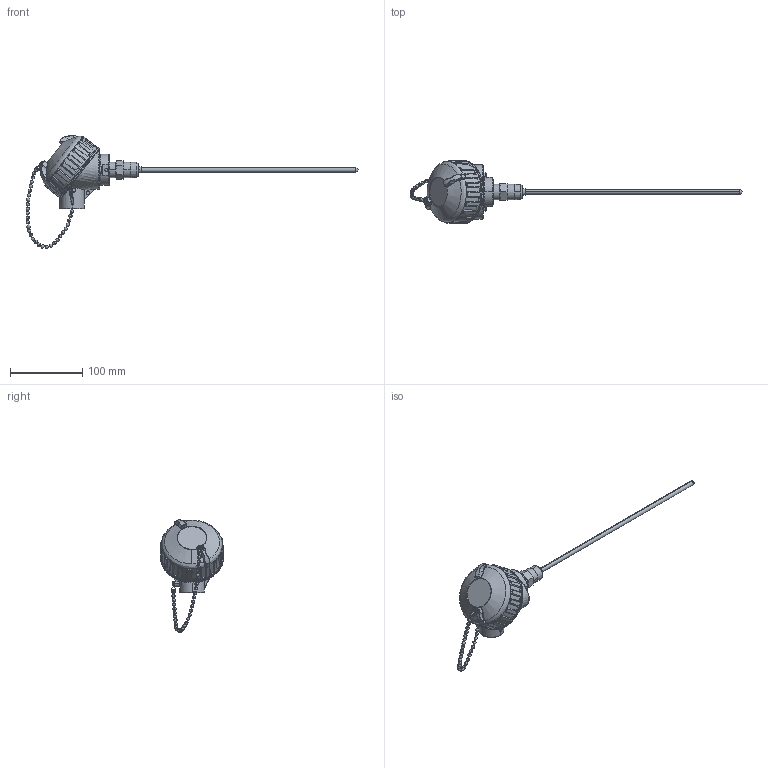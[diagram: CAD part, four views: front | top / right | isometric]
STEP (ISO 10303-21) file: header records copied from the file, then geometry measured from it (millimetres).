
FILE_DESCRIPTION (( 'STEP AP214' ), '1' );
FILE_NAME ('NTC10K3-C12-01.STEP', '2024-04-24T18:06:30', ( '' ), ( '' ), 'SwSTEP 2.0', 'SolidWorks 2021', '' );
FILE_SCHEMA (( 'AUTOMOTIVE_DESIGN' ));
Length unit declared in the file: inch
Products named in the file (1): NTC10K3-C12-01
Bounding box: 460.31 x 87.63 x 156.87 mm (x, y, z)
Volume: 155055.9 mm3; surface area: 85775.1 mm2
Topology: 10 solids, 10 shells, 990 faces, 2679 edges, 1618 vertices
Faces by surface type: bspline 422, plane 233, cylinder 193, cone 135, torus 7
Entity records: 53858 total; most frequent: CARTESIAN_POINT 33243, ORIENTED_EDGE 5062, DIRECTION 3036, EDGE_CURVE 2531, VERTEX_POINT 1618, B_SPLINE_CURVE_WITH_KNOTS 1235, AXIS2_PLACEMENT_3D 1234, EDGE_LOOP 1071
